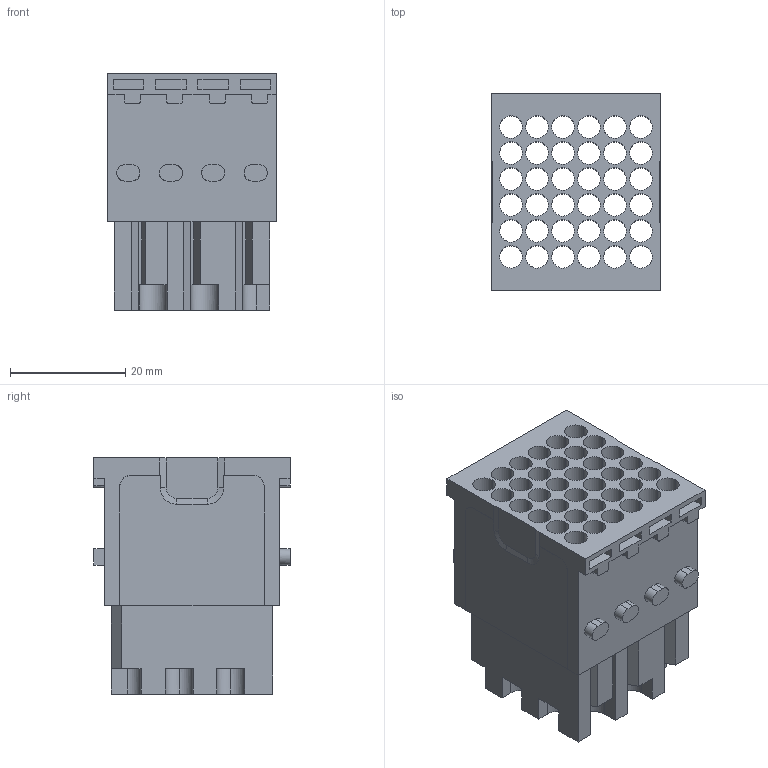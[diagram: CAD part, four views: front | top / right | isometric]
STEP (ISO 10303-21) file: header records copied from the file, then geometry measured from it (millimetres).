
FILE_DESCRIPTION(('CATIA V5 STEP Exchange','CAx-IF Rec.Pracs.--- Model Styling and Organization---1.4--- 2014-01-23'),'2;1');
FILE_NAME ('13199499_4', '2019-04-15T05:57:30+00:00', ('none'), ('Weidmueller'), 'CATIA Version 5-6 Release 2016 SP3 HF44', 'CATIA V5 STEP AP214', 'none');
FILE_SCHEMA(('AUTOMOTIVE_DESIGN { 1 0 10303 214 1 1 1 1 }'));
Length unit declared in the file: millimetre
Products named in the file (1): 1428870000
Bounding box: 29.2 x 34 x 40.9 mm (x, y, z)
Volume: 16252.7 mm3; surface area: 24164.8 mm2
Topology: 1 solids, 1 shells, 314 faces, 885 edges, 590 vertices
Faces by surface type: plane 196, cylinder 114, cone 4
Entity records: 12800 total; most frequent: CARTESIAN_POINT 4826, ORIENTED_EDGE 1770, DIRECTION 1348, EDGE_CURVE 885, VECTOR 649, LINE 649, VERTEX_POINT 590, EDGE_LOOP 403
